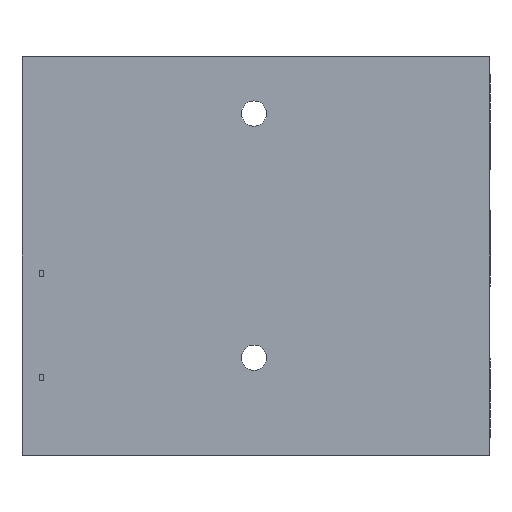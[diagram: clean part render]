
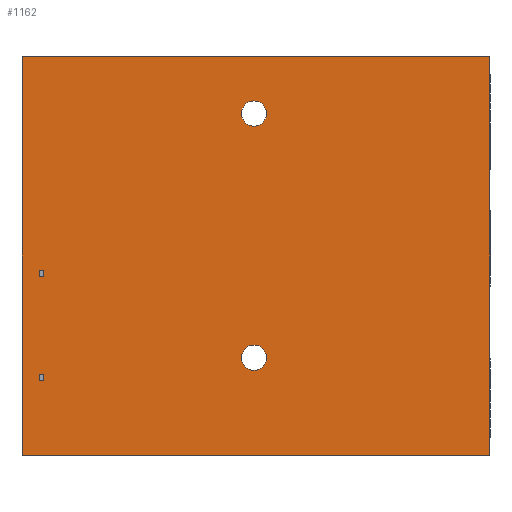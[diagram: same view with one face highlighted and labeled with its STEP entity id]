
A CAD part, front view. The second image highlights one B-rep face of the part: STEP entity #1162.
In plain terms, the highlighted planar face has unit normal (0, -1, 0).
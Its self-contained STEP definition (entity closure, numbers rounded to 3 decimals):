
#108 = CARTESIAN_POINT ( 'NONE',  ( 0., 0., 1.804 ) ) ;
#142 = EDGE_CURVE ( 'NONE', #2710, #6708, #4629, .T. ) ;
#331 = AXIS2_PLACEMENT_3D ( 'NONE', #2071, #16934, #16812 ) ;
#341 = VERTEX_POINT ( 'NONE', #5278 ) ;
#386 = CARTESIAN_POINT ( 'NONE',  ( 0., 0., 0. ) ) ;
#391 = VERTEX_POINT ( 'NONE', #8466 ) ;
#523 = LINE ( 'NONE', #14024, #16135 ) ;
#702 = DIRECTION ( 'NONE',  ( 0., 0., -1. ) ) ;
#752 = CARTESIAN_POINT ( 'NONE',  ( -26.57, 0., 0. ) ) ;
#803 = CARTESIAN_POINT ( 'NONE',  ( -28.75, 0., -8.167 ) ) ;
#1013 = EDGE_CURVE ( 'NONE', #13456, #14521, #4148, .T. ) ;
#1020 = VERTEX_POINT ( 'NONE', #18149 ) ;
#1028 = CARTESIAN_POINT ( 'NONE',  ( 28.75, 0., -8.167 ) ) ;
#1133 = CARTESIAN_POINT ( 'NONE',  ( -26.07, 0., 1.004 ) ) ;
#1162 = ADVANCED_FACE ( 'NONE', ( #5958, #13907, #4809, #18118, #10190 ), #1899, .F. ) ;
#1312 = VECTOR ( 'NONE', #8275, 1000. ) ;
#1708 = DIRECTION ( 'NONE',  ( 0., 0., 1. ) ) ;
#1749 = LINE ( 'NONE', #14530, #2898 ) ;
#1899 = PLANE ( 'NONE',  #3978 ) ;
#2071 = CARTESIAN_POINT ( 'NONE',  ( -0.25, 0., 33.838 ) ) ;
#2073 = DIRECTION ( 'NONE',  ( 0., 0., 1. ) ) ;
#2146 = LINE ( 'NONE', #14188, #6705 ) ;
#2368 = CARTESIAN_POINT ( 'NONE',  ( -0.25, 0., 32.288 ) ) ;
#2437 = CARTESIAN_POINT ( 'NONE',  ( -26.07, 0., 14.604 ) ) ;
#2452 = VERTEX_POINT ( 'NONE', #15212 ) ;
#2536 = EDGE_LOOP ( 'NONE', ( #8096, #10706, #9708, #5808 ) ) ;
#2659 = AXIS2_PLACEMENT_3D ( 'NONE', #4789, #10736, #3131 ) ;
#2710 = VERTEX_POINT ( 'NONE', #7990 ) ;
#2898 = VECTOR ( 'NONE', #19114, 1000. ) ;
#3131 = DIRECTION ( 'NONE',  ( 0., 0., 1. ) ) ;
#3315 = EDGE_CURVE ( 'NONE', #6708, #2710, #6549, .T. ) ;
#3548 = EDGE_LOOP ( 'NONE', ( #6146, #15016, #16924, #7580 ) ) ;
#3709 = EDGE_LOOP ( 'NONE', ( #9536, #4700, #6017, #8041 ) ) ;
#3737 = DIRECTION ( 'NONE',  ( 0., 0., 1. ) ) ;
#3803 = CARTESIAN_POINT ( 'NONE',  ( -0.25, 0., 33.838 ) ) ;
#3896 = ORIENTED_EDGE ( 'NONE', *, *, #16708, .T. ) ;
#3978 = AXIS2_PLACEMENT_3D ( 'NONE', #386, #18340, #7999 ) ;
#4147 = EDGE_CURVE ( 'NONE', #391, #14049, #523, .T. ) ;
#4148 = LINE ( 'NONE', #15154, #16025 ) ;
#4185 = EDGE_LOOP ( 'NONE', ( #11883, #3896 ) ) ;
#4216 = EDGE_CURVE ( 'NONE', #7376, #14860, #8411, .T. ) ;
#4249 = CARTESIAN_POINT ( 'NONE',  ( -0.25, 0., 35.388 ) ) ;
#4459 = VECTOR ( 'NONE', #702, 1000. ) ;
#4501 = DIRECTION ( 'NONE',  ( 1., 0., 0. ) ) ;
#4629 = CIRCLE ( 'NONE', #10318, 1.55 ) ;
#4700 = ORIENTED_EDGE ( 'NONE', *, *, #12439, .F. ) ;
#4702 = DIRECTION ( 'NONE',  ( -1., 0., 0. ) ) ;
#4789 = CARTESIAN_POINT ( 'NONE',  ( -0.25, 0., 3.838 ) ) ;
#4809 = FACE_BOUND ( 'NONE', #4185, .T. ) ;
#5276 = LINE ( 'NONE', #17666, #10197 ) ;
#5278 = CARTESIAN_POINT ( 'NONE',  ( -28.75, 0., 40.833 ) ) ;
#5677 = LINE ( 'NONE', #752, #18265 ) ;
#5808 = ORIENTED_EDGE ( 'NONE', *, *, #10237, .T. ) ;
#5844 = CARTESIAN_POINT ( 'NONE',  ( -28.75, 0., -8.167 ) ) ;
#5958 = FACE_BOUND ( 'NONE', #3548, .T. ) ;
#6017 = ORIENTED_EDGE ( 'NONE', *, *, #18804, .T. ) ;
#6027 = VERTEX_POINT ( 'NONE', #5844 ) ;
#6031 = EDGE_CURVE ( 'NONE', #6027, #14860, #7866, .T. ) ;
#6146 = ORIENTED_EDGE ( 'NONE', *, *, #1013, .T. ) ;
#6549 = CIRCLE ( 'NONE', #2659, 1.55 ) ;
#6564 = VECTOR ( 'NONE', #19327, 1000. ) ;
#6705 = VECTOR ( 'NONE', #15503, 1000. ) ;
#6708 = VERTEX_POINT ( 'NONE', #6957 ) ;
#6957 = CARTESIAN_POINT ( 'NONE',  ( -0.25, 0., 2.288 ) ) ;
#7092 = LINE ( 'NONE', #10785, #13636 ) ;
#7376 = VERTEX_POINT ( 'NONE', #8793 ) ;
#7487 = AXIS2_PLACEMENT_3D ( 'NONE', #3803, #12662, #3737 ) ;
#7580 = ORIENTED_EDGE ( 'NONE', *, *, #19033, .T. ) ;
#7866 = LINE ( 'NONE', #803, #15365 ) ;
#7869 = CARTESIAN_POINT ( 'NONE',  ( -0.25, 0., 3.838 ) ) ;
#7990 = CARTESIAN_POINT ( 'NONE',  ( -0.25, 0., 5.388 ) ) ;
#7999 = DIRECTION ( 'NONE',  ( 0., 0., 1. ) ) ;
#8041 = ORIENTED_EDGE ( 'NONE', *, *, #6031, .T. ) ;
#8096 = ORIENTED_EDGE ( 'NONE', *, *, #4147, .T. ) ;
#8226 = LINE ( 'NONE', #16625, #6564 ) ;
#8275 = DIRECTION ( 'NONE',  ( 1., 0., 0. ) ) ;
#8411 = LINE ( 'NONE', #13705, #4459 ) ;
#8466 = CARTESIAN_POINT ( 'NONE',  ( -26.07, 0., 13.804 ) ) ;
#8793 = CARTESIAN_POINT ( 'NONE',  ( 28.75, 0., 40.833 ) ) ;
#8951 = VECTOR ( 'NONE', #4501, 1000. ) ;
#9536 = ORIENTED_EDGE ( 'NONE', *, *, #4216, .F. ) ;
#9702 = EDGE_CURVE ( 'NONE', #14521, #14776, #5677, .T. ) ;
#9708 = ORIENTED_EDGE ( 'NONE', *, *, #18561, .T. ) ;
#9937 = CIRCLE ( 'NONE', #331, 1.55 ) ;
#10190 = FACE_OUTER_BOUND ( 'NONE', #3709, .T. ) ;
#10191 = CARTESIAN_POINT ( 'NONE',  ( -26.57, 0., 13.804 ) ) ;
#10197 = VECTOR ( 'NONE', #14463, 1000. ) ;
#10237 = EDGE_CURVE ( 'NONE', #10919, #391, #1749, .T. ) ;
#10318 = AXIS2_PLACEMENT_3D ( 'NONE', #7869, #10905, #18393 ) ;
#10530 = ORIENTED_EDGE ( 'NONE', *, *, #3315, .T. ) ;
#10706 = ORIENTED_EDGE ( 'NONE', *, *, #18173, .T. ) ;
#10736 = DIRECTION ( 'NONE',  ( 0., 1., 0. ) ) ;
#10771 = CARTESIAN_POINT ( 'NONE',  ( -26.57, 0., 1.004 ) ) ;
#10785 = CARTESIAN_POINT ( 'NONE',  ( -26.57, 0., 0. ) ) ;
#10905 = DIRECTION ( 'NONE',  ( 0., 1., 0. ) ) ;
#10919 = VERTEX_POINT ( 'NONE', #2437 ) ;
#11004 = DIRECTION ( 'NONE',  ( 1., 0., 0. ) ) ;
#11883 = ORIENTED_EDGE ( 'NONE', *, *, #16265, .T. ) ;
#12218 = DIRECTION ( 'NONE',  ( -1., 0., 0. ) ) ;
#12439 = EDGE_CURVE ( 'NONE', #341, #7376, #5276, .T. ) ;
#12662 = DIRECTION ( 'NONE',  ( 0., 1., 0. ) ) ;
#12921 = LINE ( 'NONE', #108, #8951 ) ;
#13056 = ORIENTED_EDGE ( 'NONE', *, *, #142, .T. ) ;
#13199 = VERTEX_POINT ( 'NONE', #2368 ) ;
#13456 = VERTEX_POINT ( 'NONE', #1133 ) ;
#13636 = VECTOR ( 'NONE', #1708, 1000. ) ;
#13705 = CARTESIAN_POINT ( 'NONE',  ( 28.75, 0., 0. ) ) ;
#13907 = FACE_BOUND ( 'NONE', #2536, .T. ) ;
#14024 = CARTESIAN_POINT ( 'NONE',  ( 0., 0., 13.804 ) ) ;
#14049 = VERTEX_POINT ( 'NONE', #10191 ) ;
#14188 = CARTESIAN_POINT ( 'NONE',  ( -26.07, 0., 0. ) ) ;
#14463 = DIRECTION ( 'NONE',  ( 1., 0., 0. ) ) ;
#14521 = VERTEX_POINT ( 'NONE', #10771 ) ;
#14530 = CARTESIAN_POINT ( 'NONE',  ( -26.07, 0., 0. ) ) ;
#14776 = VERTEX_POINT ( 'NONE', #19116 ) ;
#14860 = VERTEX_POINT ( 'NONE', #1028 ) ;
#14922 = VERTEX_POINT ( 'NONE', #4249 ) ;
#15016 = ORIENTED_EDGE ( 'NONE', *, *, #9702, .T. ) ;
#15154 = CARTESIAN_POINT ( 'NONE',  ( 0., 0., 1.004 ) ) ;
#15212 = CARTESIAN_POINT ( 'NONE',  ( -26.57, 0., 14.604 ) ) ;
#15365 = VECTOR ( 'NONE', #11004, 1000. ) ;
#15503 = DIRECTION ( 'NONE',  ( 0., 0., -1. ) ) ;
#15709 = CARTESIAN_POINT ( 'NONE',  ( 0., 0., 14.604 ) ) ;
#16025 = VECTOR ( 'NONE', #12218, 1000. ) ;
#16135 = VECTOR ( 'NONE', #4702, 1000. ) ;
#16265 = EDGE_CURVE ( 'NONE', #14922, #13199, #16534, .T. ) ;
#16424 = LINE ( 'NONE', #15709, #1312 ) ;
#16534 = CIRCLE ( 'NONE', #7487, 1.55 ) ;
#16625 = CARTESIAN_POINT ( 'NONE',  ( -28.75, 0., 0. ) ) ;
#16708 = EDGE_CURVE ( 'NONE', #13199, #14922, #9937, .T. ) ;
#16804 = EDGE_LOOP ( 'NONE', ( #13056, #10530 ) ) ;
#16812 = DIRECTION ( 'NONE',  ( 0., 0., 1. ) ) ;
#16924 = ORIENTED_EDGE ( 'NONE', *, *, #18718, .T. ) ;
#16934 = DIRECTION ( 'NONE',  ( 0., 1., 0. ) ) ;
#17666 = CARTESIAN_POINT ( 'NONE',  ( -28.75, 0., 40.833 ) ) ;
#18118 = FACE_BOUND ( 'NONE', #16804, .T. ) ;
#18149 = CARTESIAN_POINT ( 'NONE',  ( -26.07, 0., 1.804 ) ) ;
#18173 = EDGE_CURVE ( 'NONE', #14049, #2452, #7092, .T. ) ;
#18265 = VECTOR ( 'NONE', #2073, 1000. ) ;
#18340 = DIRECTION ( 'NONE',  ( 0., 1., 0. ) ) ;
#18393 = DIRECTION ( 'NONE',  ( 0., 0., 1. ) ) ;
#18561 = EDGE_CURVE ( 'NONE', #2452, #10919, #16424, .T. ) ;
#18718 = EDGE_CURVE ( 'NONE', #14776, #1020, #12921, .T. ) ;
#18804 = EDGE_CURVE ( 'NONE', #341, #6027, #8226, .T. ) ;
#19033 = EDGE_CURVE ( 'NONE', #1020, #13456, #2146, .T. ) ;
#19114 = DIRECTION ( 'NONE',  ( 0., 0., -1. ) ) ;
#19116 = CARTESIAN_POINT ( 'NONE',  ( -26.57, 0., 1.804 ) ) ;
#19327 = DIRECTION ( 'NONE',  ( 0., 0., -1. ) ) ;
